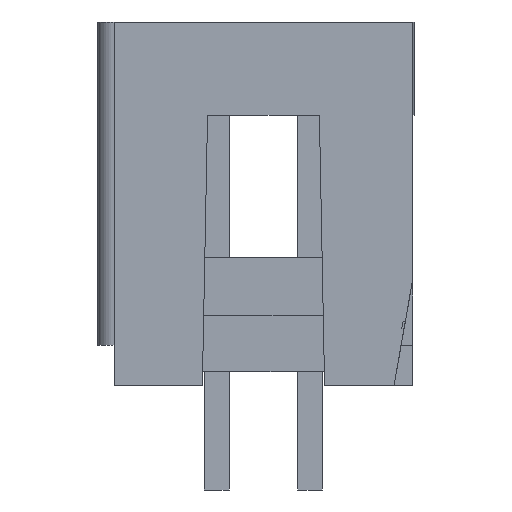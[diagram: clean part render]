
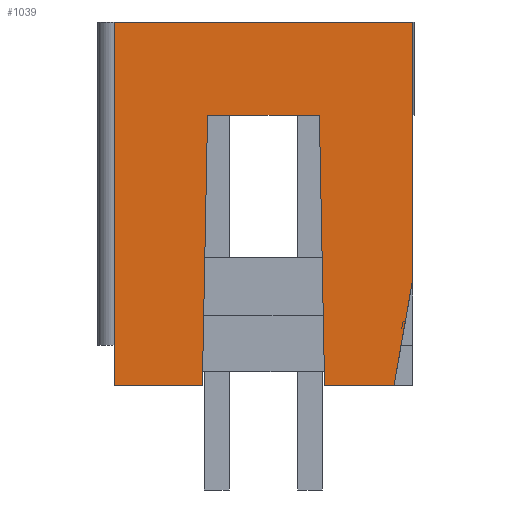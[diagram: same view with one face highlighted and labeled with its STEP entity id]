
A CAD part, left-side view. The second image highlights one B-rep face of the part: STEP entity #1039.
In plain terms, the highlighted planar face has unit normal (-1, 0, 0).
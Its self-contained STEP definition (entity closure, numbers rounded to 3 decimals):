
#853 = EDGE_CURVE('',#854,#856,#858,.T.);
#854 = VERTEX_POINT('',#855);
#855 = CARTESIAN_POINT('',(-12.548,-1.669,0.092));
#856 = VERTEX_POINT('',#857);
#857 = CARTESIAN_POINT('',(-12.548,-1.527,7.458));
#858 = LINE('',#859,#860);
#859 = CARTESIAN_POINT('',(-12.548,-1.561,5.699));
#860 = VECTOR('',#861,1.);
#861 = DIRECTION('',(0.,0.019,1.));
#974 = VERTEX_POINT('',#975);
#975 = CARTESIAN_POINT('',(-12.548,1.521,7.458));
#981 = EDGE_CURVE('',#982,#974,#984,.T.);
#982 = VERTEX_POINT('',#983);
#983 = CARTESIAN_POINT('',(-12.548,1.662,0.092));
#984 = LINE('',#985,#986);
#985 = CARTESIAN_POINT('',(-12.548,1.521,7.458));
#986 = VECTOR('',#987,1.);
#987 = DIRECTION('',(0.,-0.019,1.));
#1039 = ADVANCED_FACE('',(#1040),#1096,.T.);
#1040 = FACE_BOUND('',#1041,.T.);
#1041 = EDGE_LOOP('',(#1042,#1052,#1060,#1068,#1074,#1075,#1081,#1082,
    #1090));
#1042 = ORIENTED_EDGE('',*,*,#1043,.T.);
#1043 = EDGE_CURVE('',#1044,#1046,#1048,.T.);
#1044 = VERTEX_POINT('',#1045);
#1045 = CARTESIAN_POINT('',(-12.548,-4.067,2.973));
#1046 = VERTEX_POINT('',#1047);
#1047 = CARTESIAN_POINT('',(-12.548,-4.067,9.998));
#1048 = LINE('',#1049,#1050);
#1049 = CARTESIAN_POINT('',(-12.548,-4.067,5.591));
#1050 = VECTOR('',#1051,1.);
#1051 = DIRECTION('',(0.,0.,1.));
#1052 = ORIENTED_EDGE('',*,*,#1053,.F.);
#1053 = EDGE_CURVE('',#1054,#1046,#1056,.T.);
#1054 = VERTEX_POINT('',#1055);
#1055 = CARTESIAN_POINT('',(-12.548,4.061,9.998));
#1056 = LINE('',#1057,#1058);
#1057 = CARTESIAN_POINT('',(-12.548,4.061,9.998));
#1058 = VECTOR('',#1059,1.);
#1059 = DIRECTION('',(0.,-1.,0.));
#1060 = ORIENTED_EDGE('',*,*,#1061,.T.);
#1061 = EDGE_CURVE('',#1054,#1062,#1064,.T.);
#1062 = VERTEX_POINT('',#1063);
#1063 = CARTESIAN_POINT('',(-12.548,4.061,0.092));
#1064 = LINE('',#1065,#1066);
#1065 = CARTESIAN_POINT('',(-12.548,4.061,5.591));
#1066 = VECTOR('',#1067,1.);
#1067 = DIRECTION('',(0.,0.,-1.));
#1068 = ORIENTED_EDGE('',*,*,#1069,.T.);
#1069 = EDGE_CURVE('',#1062,#982,#1070,.T.);
#1070 = LINE('',#1071,#1072);
#1071 = CARTESIAN_POINT('',(-12.548,4.061,0.092));
#1072 = VECTOR('',#1073,1.);
#1073 = DIRECTION('',(0.,-1.,0.));
#1074 = ORIENTED_EDGE('',*,*,#981,.T.);
#1075 = ORIENTED_EDGE('',*,*,#1076,.T.);
#1076 = EDGE_CURVE('',#974,#856,#1077,.T.);
#1077 = LINE('',#1078,#1079);
#1078 = CARTESIAN_POINT('',(-12.548,1.521,7.458));
#1079 = VECTOR('',#1080,1.);
#1080 = DIRECTION('',(0.,-1.,0.));
#1081 = ORIENTED_EDGE('',*,*,#853,.F.);
#1082 = ORIENTED_EDGE('',*,*,#1083,.T.);
#1083 = EDGE_CURVE('',#854,#1084,#1086,.T.);
#1084 = VERTEX_POINT('',#1085);
#1085 = CARTESIAN_POINT('',(-12.548,-3.559,0.092));
#1086 = LINE('',#1087,#1088);
#1087 = CARTESIAN_POINT('',(-12.548,4.061,0.092));
#1088 = VECTOR('',#1089,1.);
#1089 = DIRECTION('',(0.,-1.,0.));
#1090 = ORIENTED_EDGE('',*,*,#1091,.F.);
#1091 = EDGE_CURVE('',#1044,#1084,#1092,.T.);
#1092 = LINE('',#1093,#1094);
#1093 = CARTESIAN_POINT('',(-12.548,-4.27,4.122));
#1094 = VECTOR('',#1095,1.);
#1095 = DIRECTION('',(0.,0.174,-0.985));
#1096 = PLANE('',#1097);
#1097 = AXIS2_PLACEMENT_3D('',#1098,#1099,#1100);
#1098 = CARTESIAN_POINT('',(-12.548,4.061,5.591));
#1099 = DIRECTION('',(-1.,0.,0.));
#1100 = DIRECTION('',(0.,-1.,0.));
